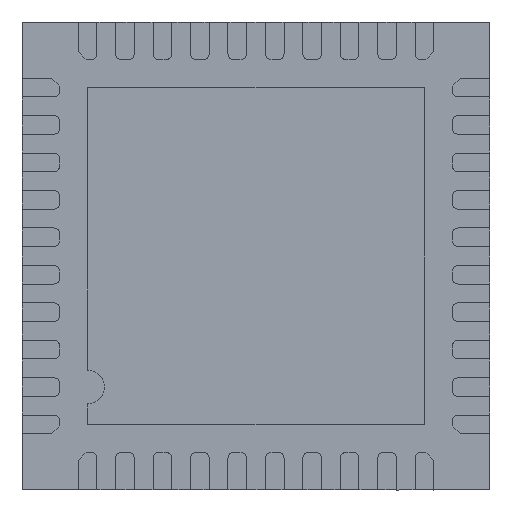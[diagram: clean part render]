
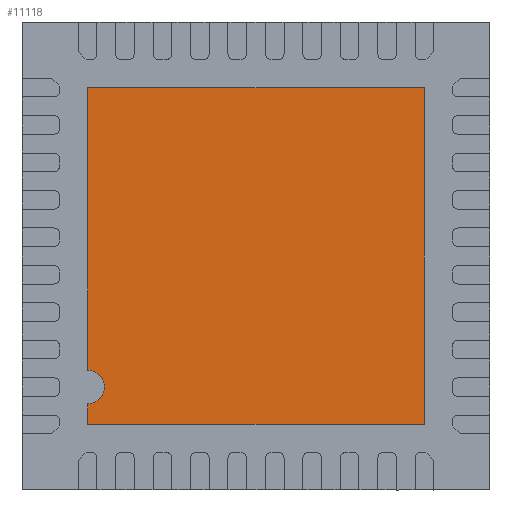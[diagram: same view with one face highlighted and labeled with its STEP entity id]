
A CAD part, front view. The second image highlights one B-rep face of the part: STEP entity #11118.
In plain terms, the highlighted planar face has unit normal (0, -1, 0).
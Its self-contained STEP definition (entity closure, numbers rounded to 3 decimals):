
#312 = PLANE ( 'NONE',  #458 ) ;
#458 = AXIS2_PLACEMENT_3D ( 'NONE', #11425, #14664, #16126 ) ;
#870 = VERTEX_POINT ( 'NONE', #19051 ) ;
#876 = VECTOR ( 'NONE', #14692, 1000. ) ;
#1930 = EDGE_CURVE ( 'NONE', #19914, #14688, #11144, .T. ) ;
#2005 = DIRECTION ( 'NONE',  ( 1., 0., 0. ) ) ;
#2419 = EDGE_LOOP ( 'NONE', ( #6664, #13248, #15978, #10894, #8864, #9929 ) ) ;
#4207 = VECTOR ( 'NONE', #11841, 1000. ) ;
#4625 = CARTESIAN_POINT ( 'NONE',  ( 1.8, 0., -1.8 ) ) ;
#5102 = LINE ( 'NONE', #14195, #876 ) ;
#5548 = VERTEX_POINT ( 'NONE', #14165 ) ;
#6163 = DIRECTION ( 'NONE',  ( -1., 0., 0. ) ) ;
#6356 = AXIS2_PLACEMENT_3D ( 'NONE', #7599, #10886, #7872 ) ;
#6664 = ORIENTED_EDGE ( 'NONE', *, *, #13823, .F. ) ;
#6666 = CIRCLE ( 'NONE', #6356, 0.18 ) ;
#6978 = EDGE_CURVE ( 'NONE', #5548, #7741, #19487, .T. ) ;
#7599 = CARTESIAN_POINT ( 'NONE',  ( -1.8, 0., -1.4 ) ) ;
#7741 = VERTEX_POINT ( 'NONE', #19349 ) ;
#7872 = DIRECTION ( 'NONE',  ( 0., 0., 1. ) ) ;
#8864 = ORIENTED_EDGE ( 'NONE', *, *, #15723, .F. ) ;
#9180 = FACE_OUTER_BOUND ( 'NONE', #2419, .T. ) ;
#9566 = CARTESIAN_POINT ( 'NONE',  ( 1.8, 0., -1.8 ) ) ;
#9929 = ORIENTED_EDGE ( 'NONE', *, *, #14529, .F. ) ;
#10383 = CARTESIAN_POINT ( 'NONE',  ( -1.8, 0., -1.8 ) ) ;
#10886 = DIRECTION ( 'NONE',  ( 0., -1., 0. ) ) ;
#10894 = ORIENTED_EDGE ( 'NONE', *, *, #6978, .F. ) ;
#11071 = CARTESIAN_POINT ( 'NONE',  ( -1.8, 0., -1.22 ) ) ;
#11096 = DIRECTION ( 'NONE',  ( 0., 0., -1. ) ) ;
#11118 = ADVANCED_FACE ( 'NONE', ( #9180 ), #312, .F. ) ;
#11144 = LINE ( 'NONE', #4625, #14909 ) ;
#11399 = CARTESIAN_POINT ( 'NONE',  ( -1.8, 0., 1.8 ) ) ;
#11425 = CARTESIAN_POINT ( 'NONE',  ( -1.8, 0., -1.4 ) ) ;
#11630 = VERTEX_POINT ( 'NONE', #11071 ) ;
#11841 = DIRECTION ( 'NONE',  ( 0., 0., 1. ) ) ;
#13248 = ORIENTED_EDGE ( 'NONE', *, *, #1930, .F. ) ;
#13823 = EDGE_CURVE ( 'NONE', #14688, #870, #15956, .T. ) ;
#14165 = CARTESIAN_POINT ( 'NONE',  ( -1.8, 0., 1.8 ) ) ;
#14195 = CARTESIAN_POINT ( 'NONE',  ( -1.8, 0., -1.22 ) ) ;
#14496 = EDGE_CURVE ( 'NONE', #7741, #19914, #15665, .T. ) ;
#14529 = EDGE_CURVE ( 'NONE', #870, #11630, #6666, .T. ) ;
#14664 = DIRECTION ( 'NONE',  ( 0., 1., 0. ) ) ;
#14688 = VERTEX_POINT ( 'NONE', #19300 ) ;
#14692 = DIRECTION ( 'NONE',  ( 0., 0., 1. ) ) ;
#14909 = VECTOR ( 'NONE', #6163, 1000. ) ;
#15211 = VECTOR ( 'NONE', #2005, 1000. ) ;
#15665 = LINE ( 'NONE', #19008, #16656 ) ;
#15723 = EDGE_CURVE ( 'NONE', #11630, #5548, #5102, .T. ) ;
#15956 = LINE ( 'NONE', #10383, #4207 ) ;
#15978 = ORIENTED_EDGE ( 'NONE', *, *, #14496, .F. ) ;
#16126 = DIRECTION ( 'NONE',  ( 0., 0., 1. ) ) ;
#16656 = VECTOR ( 'NONE', #11096, 1000. ) ;
#19008 = CARTESIAN_POINT ( 'NONE',  ( 1.8, 0., 1.8 ) ) ;
#19051 = CARTESIAN_POINT ( 'NONE',  ( -1.8, 0., -1.58 ) ) ;
#19300 = CARTESIAN_POINT ( 'NONE',  ( -1.8, 0., -1.8 ) ) ;
#19349 = CARTESIAN_POINT ( 'NONE',  ( 1.8, 0., 1.8 ) ) ;
#19487 = LINE ( 'NONE', #11399, #15211 ) ;
#19914 = VERTEX_POINT ( 'NONE', #9566 ) ;
